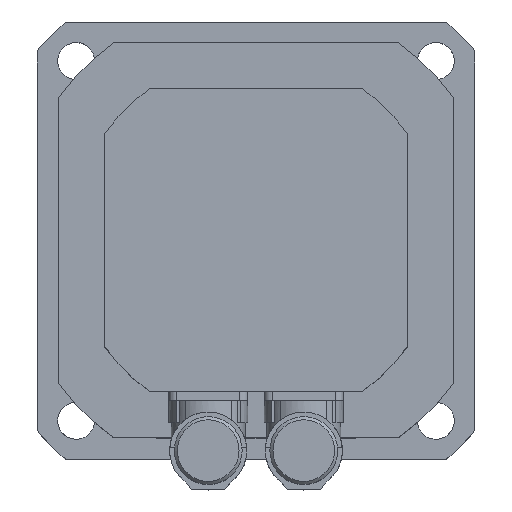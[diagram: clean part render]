
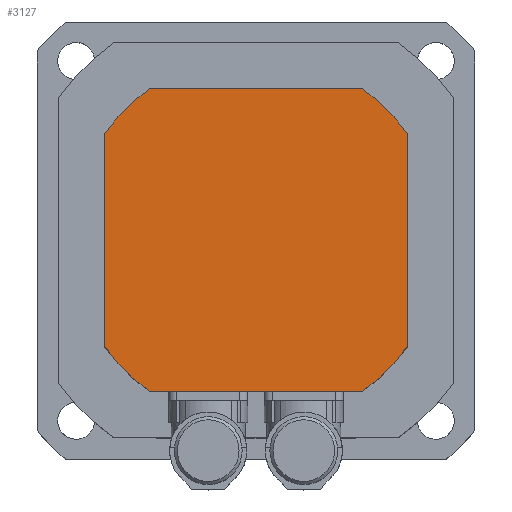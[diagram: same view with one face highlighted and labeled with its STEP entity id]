
A CAD part, top view. The second image highlights one B-rep face of the part: STEP entity #3127.
In plain terms, the highlighted planar face has unit normal (0, 0, 1).
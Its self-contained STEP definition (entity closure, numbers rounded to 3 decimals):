
#2797=CARTESIAN_POINT('',(-49.,-34.627,31.5));
#2798=VERTEX_POINT('',#2797);
#2805=CARTESIAN_POINT('',(-49.,34.627,31.5));
#2806=VERTEX_POINT('',#2805);
#2807=CARTESIAN_POINT('',(-49.,34.627,31.5));
#2808=DIRECTION('',(0.0,-1.0,0.0));
#2809=VECTOR('',#2808,69.253);
#2810=LINE('',#2807,#2809);
#2811=EDGE_CURVE('',#2806,#2798,#2810,.T.);
#2855=CARTESIAN_POINT('',(49.0,34.627,31.5));
#2856=VERTEX_POINT('',#2855);
#2863=CARTESIAN_POINT('',(49.0,-34.627,31.5));
#2864=VERTEX_POINT('',#2863);
#2865=CARTESIAN_POINT('',(49.0,-34.627,31.5));
#2866=DIRECTION('',(0.0,1.0,0.0));
#2867=VECTOR('',#2866,69.253);
#2868=LINE('',#2865,#2867);
#2869=EDGE_CURVE('',#2864,#2856,#2868,.T.);
#2977=CARTESIAN_POINT('',(-34.627,49.0,31.5));
#2978=VERTEX_POINT('',#2977);
#2985=CARTESIAN_POINT('',(34.627,49.0,31.5));
#2986=VERTEX_POINT('',#2985);
#2987=CARTESIAN_POINT('',(34.627,49.0,31.5));
#2988=DIRECTION('',(-1.0,0.0,0.0));
#2989=VECTOR('',#2988,69.253);
#2990=LINE('',#2987,#2989);
#2991=EDGE_CURVE('',#2986,#2978,#2990,.T.);
#3008=CARTESIAN_POINT('',(34.627,-49.0,31.5));
#3009=VERTEX_POINT('',#3008);
#3016=CARTESIAN_POINT('',(-34.627,-49.0,31.5));
#3017=VERTEX_POINT('',#3016);
#3018=CARTESIAN_POINT('',(-34.627,-49.0,31.5));
#3019=DIRECTION('',(1.0,0.0,0.0));
#3020=VECTOR('',#3019,69.253);
#3021=LINE('',#3018,#3020);
#3022=EDGE_CURVE('',#3017,#3009,#3021,.T.);
#3046=CARTESIAN_POINT('',(0.0,0.0,31.5));
#3047=DIRECTION('',(0.0,0.0,-1.0));
#3048=DIRECTION('',(-1.0,0.0,0.0));
#3049=AXIS2_PLACEMENT_3D('',#3046,#3047,#3048);
#3050=CIRCLE('',#3049,60.0);
#3051=EDGE_CURVE('',#2864,#3009,#3050,.T.);
#3064=CARTESIAN_POINT('',(0.0,0.0,31.5));
#3065=DIRECTION('',(0.0,0.0,-1.0));
#3066=DIRECTION('',(-1.0,0.0,0.0));
#3067=AXIS2_PLACEMENT_3D('',#3064,#3065,#3066);
#3068=CIRCLE('',#3067,60.0);
#3069=EDGE_CURVE('',#2986,#2856,#3068,.T.);
#3082=CARTESIAN_POINT('',(0.0,0.0,31.5));
#3083=DIRECTION('',(0.0,0.0,-1.0));
#3084=DIRECTION('',(-1.0,0.0,0.0));
#3085=AXIS2_PLACEMENT_3D('',#3082,#3083,#3084);
#3086=CIRCLE('',#3085,60.0);
#3087=EDGE_CURVE('',#2806,#2978,#3086,.T.);
#3102=CARTESIAN_POINT('',(0.0,0.0,31.5));
#3103=DIRECTION('',(0.0,0.0,-1.0));
#3104=DIRECTION('',(-1.0,0.0,0.0));
#3105=AXIS2_PLACEMENT_3D('',#3102,#3103,#3104);
#3106=CIRCLE('',#3105,60.0);
#3107=EDGE_CURVE('',#3017,#2798,#3106,.T.);
#3112=CARTESIAN_POINT('',(0.0,0.0,31.5));
#3113=DIRECTION('',(0.0,0.0,-1.0));
#3114=DIRECTION('',(-1.0,0.0,0.0));
#3115=AXIS2_PLACEMENT_3D('',#3112,#3113,#3114);
#3116=PLANE('',#3115);
#3117=ORIENTED_EDGE('',*,*,#2811,.T.);
#3118=ORIENTED_EDGE('',*,*,#3107,.F.);
#3119=ORIENTED_EDGE('',*,*,#3022,.T.);
#3120=ORIENTED_EDGE('',*,*,#3051,.F.);
#3121=ORIENTED_EDGE('',*,*,#2869,.T.);
#3122=ORIENTED_EDGE('',*,*,#3069,.F.);
#3123=ORIENTED_EDGE('',*,*,#2991,.T.);
#3124=ORIENTED_EDGE('',*,*,#3087,.F.);
#3125=EDGE_LOOP('',(#3117,#3118,#3119,#3120,#3121,#3122,#3123,#3124));
#3126=FACE_OUTER_BOUND('',#3125,.T.);
#3127=ADVANCED_FACE('',(#3126),#3116,.F.);
